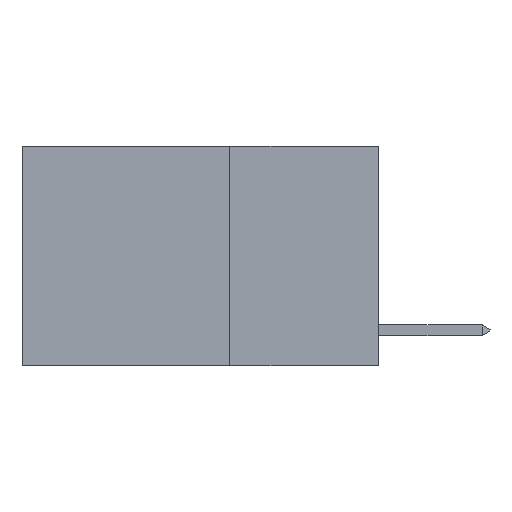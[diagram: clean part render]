
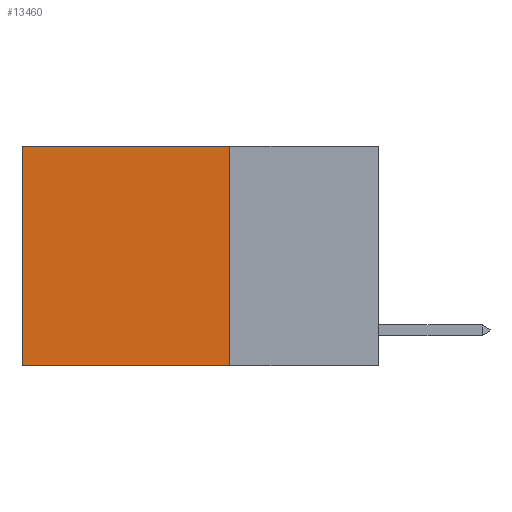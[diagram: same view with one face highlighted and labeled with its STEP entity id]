
A CAD part, left-side view. The second image highlights one B-rep face of the part: STEP entity #13460.
In plain terms, the highlighted planar face has unit normal (-1, 0, 0).
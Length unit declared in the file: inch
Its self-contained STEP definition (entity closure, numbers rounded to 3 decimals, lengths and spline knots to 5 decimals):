
#450 = AXIS2_PLACEMENT_3D ( 'NONE', #21131, #2901, #12159 ) ;
#2901 = DIRECTION ( 'NONE',  ( 1., 0., 0. ) ) ;
#3725 = VERTEX_POINT ( 'NONE', #26303 ) ;
#4360 = CARTESIAN_POINT ( 'NONE',  ( 0.2625, 0.6, 0. ) ) ;
#6933 = LINE ( 'NONE', #27709, #17578 ) ;
#7217 = CARTESIAN_POINT ( 'NONE',  ( 0.2625, 0.25, -0.37 ) ) ;
#8191 = EDGE_LOOP ( 'NONE', ( #14699, #28342, #8999, #8857 ) ) ;
#8222 = LINE ( 'NONE', #17466, #18737 ) ;
#8857 = ORIENTED_EDGE ( 'NONE', *, *, #10330, .T. ) ;
#8999 = ORIENTED_EDGE ( 'NONE', *, *, #20887, .F. ) ;
#10177 = CARTESIAN_POINT ( 'NONE',  ( 0.2625, 0.25, 0. ) ) ;
#10330 = EDGE_CURVE ( 'NONE', #22104, #14308, #8222, .T. ) ;
#10457 = DIRECTION ( 'NONE',  ( 0., 0., -1. ) ) ;
#11611 = DIRECTION ( 'NONE',  ( 0., 1., 0. ) ) ;
#12159 = DIRECTION ( 'NONE',  ( 0., 0., -1. ) ) ;
#13460 = ADVANCED_FACE ( 'NONE', ( #25810 ), #23696, .F. ) ;
#14028 = LINE ( 'NONE', #7217, #26673 ) ;
#14308 = VERTEX_POINT ( 'NONE', #4360 ) ;
#14699 = ORIENTED_EDGE ( 'NONE', *, *, #27969, .T. ) ;
#16248 = EDGE_CURVE ( 'NONE', #3725, #18594, #14028, .T. ) ;
#16836 = VECTOR ( 'NONE', #10457, 39.37008 ) ;
#17157 = LINE ( 'NONE', #10177, #16836 ) ;
#17466 = CARTESIAN_POINT ( 'NONE',  ( 0.2625, 0.25, 0. ) ) ;
#17578 = VECTOR ( 'NONE', #18741, 39.37008 ) ;
#18594 = VERTEX_POINT ( 'NONE', #24280 ) ;
#18737 = VECTOR ( 'NONE', #24012, 39.37008 ) ;
#18741 = DIRECTION ( 'NONE',  ( 0., 0., -1. ) ) ;
#20887 = EDGE_CURVE ( 'NONE', #22104, #3725, #17157, .T. ) ;
#21131 = CARTESIAN_POINT ( 'NONE',  ( 0.2625, 0.25, 0. ) ) ;
#22104 = VERTEX_POINT ( 'NONE', #25103 ) ;
#23696 = PLANE ( 'NONE',  #450 ) ;
#24012 = DIRECTION ( 'NONE',  ( 0., 1., 0. ) ) ;
#24280 = CARTESIAN_POINT ( 'NONE',  ( 0.2625, 0.6, -0.37 ) ) ;
#25103 = CARTESIAN_POINT ( 'NONE',  ( 0.2625, 0.25, 0. ) ) ;
#25810 = FACE_OUTER_BOUND ( 'NONE', #8191, .T. ) ;
#26303 = CARTESIAN_POINT ( 'NONE',  ( 0.2625, 0.25, -0.37 ) ) ;
#26673 = VECTOR ( 'NONE', #11611, 39.37008 ) ;
#27709 = CARTESIAN_POINT ( 'NONE',  ( 0.2625, 0.6, 0. ) ) ;
#27969 = EDGE_CURVE ( 'NONE', #14308, #18594, #6933, .T. ) ;
#28342 = ORIENTED_EDGE ( 'NONE', *, *, #16248, .F. ) ;
